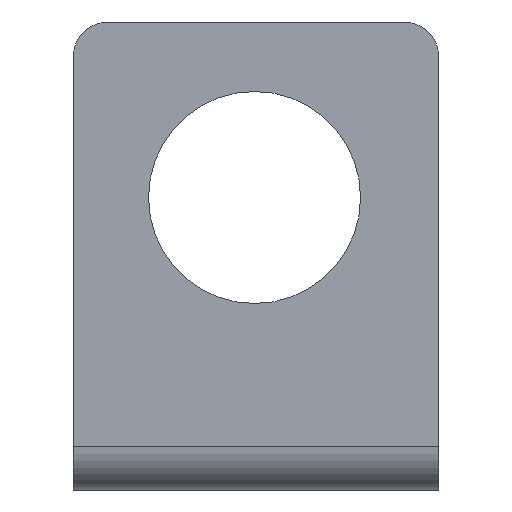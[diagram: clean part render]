
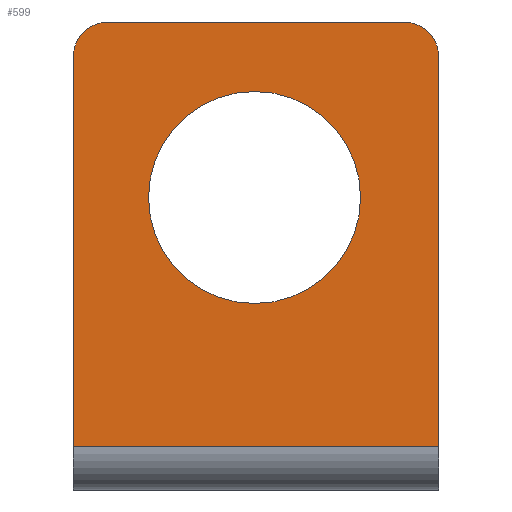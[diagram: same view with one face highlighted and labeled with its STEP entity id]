
A CAD part, front view. The second image highlights one B-rep face of the part: STEP entity #599.
In plain terms, the highlighted planar face has unit normal (0, -1, 0).
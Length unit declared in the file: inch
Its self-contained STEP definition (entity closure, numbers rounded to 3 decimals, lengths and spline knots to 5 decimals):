
#169=DIRECTION('',(0.,0.,1.));
#170=VECTOR('',#169,1.33);
#171=CARTESIAN_POINT('',(0.63,-0.1,0.15));
#172=LINE('',#171,#170);
#182=DIRECTION('',(1.,0.,0.));
#183=VECTOR('',#182,1.25);
#184=CARTESIAN_POINT('',(-0.62,-0.1,0.15));
#185=LINE('',#184,#183);
#191=DIRECTION('',(0.,0.,1.));
#192=VECTOR('',#191,1.33);
#193=CARTESIAN_POINT('',(-0.62,-0.1,0.15));
#194=LINE('',#193,#192);
#195=CARTESIAN_POINT('',(0.,-0.1,1.));
#196=DIRECTION('',(0.,1.,0.));
#197=DIRECTION('',(1.,0.,0.));
#198=AXIS2_PLACEMENT_3D('',#195,#196,#197);
#200=CARTESIAN_POINT('',(0.,-0.1,1.));
#201=DIRECTION('',(0.,1.,0.));
#202=DIRECTION('',(-1.,0.,0.));
#203=AXIS2_PLACEMENT_3D('',#200,#201,#202);
#209=CARTESIAN_POINT('',(-0.5,-0.1,1.48));
#210=DIRECTION('',(0.,-1.,0.));
#211=DIRECTION('',(0.,0.,1.));
#212=AXIS2_PLACEMENT_3D('',#209,#210,#211);
#227=DIRECTION('',(1.,0.,0.));
#228=VECTOR('',#227,1.01);
#229=CARTESIAN_POINT('',(-0.5,-0.1,1.6));
#230=LINE('',#229,#228);
#258=CARTESIAN_POINT('',(0.51,-0.1,1.48));
#259=DIRECTION('',(0.,1.,0.));
#260=DIRECTION('',(0.,0.,1.));
#261=AXIS2_PLACEMENT_3D('',#258,#259,#260);
#355=CARTESIAN_POINT('',(0.3625,-0.1,1.));
#356=CARTESIAN_POINT('',(-0.3625,-0.1,1.));
#357=VERTEX_POINT('',#355);
#358=VERTEX_POINT('',#356);
#363=CARTESIAN_POINT('',(0.51,-0.1,1.6));
#365=VERTEX_POINT('',#363);
#367=CARTESIAN_POINT('',(0.63,-0.1,1.48));
#369=VERTEX_POINT('',#367);
#372=CARTESIAN_POINT('',(-0.5,-0.1,1.6));
#374=VERTEX_POINT('',#372);
#376=CARTESIAN_POINT('',(-0.62,-0.1,1.48));
#378=VERTEX_POINT('',#376);
#391=CARTESIAN_POINT('',(-0.62,-0.1,0.15));
#392=CARTESIAN_POINT('',(0.63,-0.1,0.15));
#393=VERTEX_POINT('',#391);
#394=VERTEX_POINT('',#392);
#577=CARTESIAN_POINT('',(-0.62,-0.1,0.));
#578=DIRECTION('',(0.,-1.,0.));
#579=DIRECTION('',(1.,0.,0.));
#580=AXIS2_PLACEMENT_3D('',#577,#578,#579);
#581=PLANE('',#580);
#582=ORIENTED_EDGE('',*,*,#571,.F.);
#583=ORIENTED_EDGE('',*,*,#476,.T.);
#585=ORIENTED_EDGE('',*,*,#584,.F.);
#587=ORIENTED_EDGE('',*,*,#586,.T.);
#589=ORIENTED_EDGE('',*,*,#588,.T.);
#590=ORIENTED_EDGE('',*,*,#551,.F.);
#591=EDGE_LOOP('',(#582,#583,#585,#587,#589,#590));
#592=FACE_OUTER_BOUND('',#591,.F.);
#594=ORIENTED_EDGE('',*,*,#593,.F.);
#596=ORIENTED_EDGE('',*,*,#595,.F.);
#597=EDGE_LOOP('',(#594,#596));
#598=FACE_BOUND('',#597,.F.);
#599=ADVANCED_FACE('',(#592,#598),#581,.T.);
#199=CIRCLE('',#198,0.3625);
#204=CIRCLE('',#203,0.3625);
#213=CIRCLE('',#212,0.12);
#262=CIRCLE('',#261,0.12);
#476=EDGE_CURVE('',#393,#378,#194,.T.);
#551=EDGE_CURVE('',#394,#369,#172,.T.);
#571=EDGE_CURVE('',#393,#394,#185,.T.);
#584=EDGE_CURVE('',#374,#378,#213,.T.);
#586=EDGE_CURVE('',#374,#365,#230,.T.);
#588=EDGE_CURVE('',#365,#369,#262,.T.);
#593=EDGE_CURVE('',#357,#358,#199,.T.);
#595=EDGE_CURVE('',#358,#357,#204,.T.);
